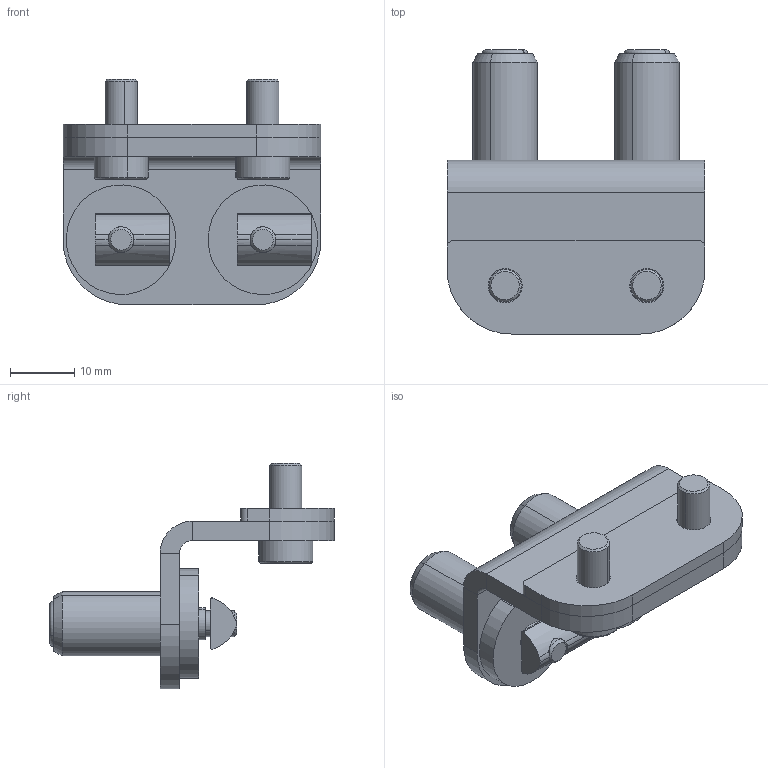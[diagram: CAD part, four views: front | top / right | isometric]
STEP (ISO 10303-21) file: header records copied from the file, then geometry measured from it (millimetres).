
FILE_DESCRIPTION (( 'STEP AP214' ), '1' );
FILE_NAME ('P1199.STEP', '2025-04-01T13:18:04', ( '' ), ( '' ), 'SwSTEP 2.0', 'SolidWorks 2024', '' );
FILE_SCHEMA (( 'AUTOMOTIVE_DESIGN' ));
Length unit declared in the file: millimetre
Products named in the file (1): P1199
Bounding box: 40 x 44.1 x 35 mm (x, y, z)
Volume: 11492.5 mm3; surface area: 10762.2 mm2
Topology: 10 solids, 10 shells, 184 faces, 424 edges, 272 vertices
Faces by surface type: cylinder 86, plane 74, cone 12, torus 12
Entity records: 5480 total; most frequent: CARTESIAN_POINT 1025, DIRECTION 958, ORIENTED_EDGE 848, EDGE_CURVE 424, AXIS2_PLACEMENT_3D 373, VERTEX_POINT 272, EDGE_LOOP 216, LINE 212
